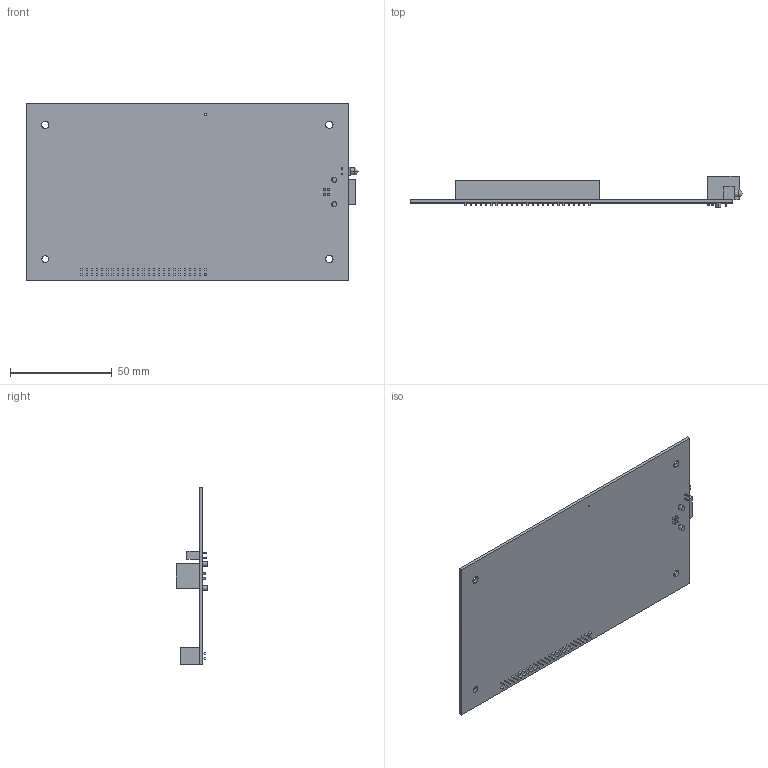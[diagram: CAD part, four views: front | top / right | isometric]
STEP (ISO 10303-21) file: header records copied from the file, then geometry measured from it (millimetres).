
FILE_DESCRIPTION((''),'2;1');
FILE_NAME('CU_USB_OEM_6211','2007-08-29T',('jpearson'),(''),'PRO/ENGINEER BY PARAMETRIC TECHNOLOGY CORPORATION, 2006080','PRO/ENGINEER BY PARAMETRIC TECHNOLOGY CORPORATION, 2006080','');
FILE_SCHEMA(('CONFIG_CONTROL_DESIGN'));
Length unit declared in the file: inch
Products named in the file (1): CU_USB_OEM_6211
Bounding box: 163.35 x 15.42 x 87.41 mm (x, y, z)
Volume: 27208 mm3; surface area: 33391.3 mm2
Topology: 1 solids, 1 shells, 618 faces, 1496 edges, 991 vertices
Faces by surface type: plane 568, cylinder 48, sphere 2
Entity records: 17792 total; most frequent: CARTESIAN_POINT 3103, ORIENTED_EDGE 2988, DIRECTION 2836, EDGE_CURVE 1494, VECTOR 1388, LINE 1388, VERTEX_POINT 991, EDGE_LOOP 745
